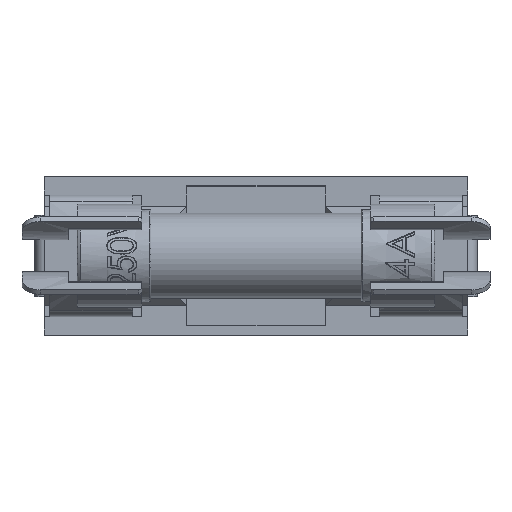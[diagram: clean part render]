
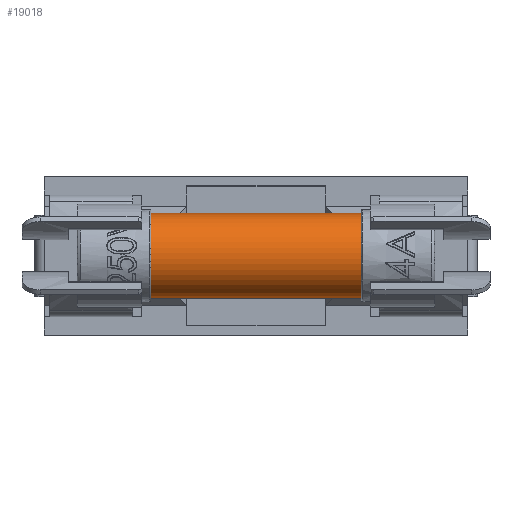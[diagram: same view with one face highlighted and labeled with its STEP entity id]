
A CAD part, top view. The second image highlights one B-rep face of the part: STEP entity #19018.
In plain terms, the highlighted free-form (B-spline) face has degree [2, 1] with [5, 2] control points.
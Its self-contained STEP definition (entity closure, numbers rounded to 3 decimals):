
#19018 = ADVANCED_FACE('',(#19019),#19055,.T.);
#19019 = FACE_BOUND('',#19020,.T.);
#19020 = EDGE_LOOP('',(#19021,#19033,#19040,#19050));
#19021 = ORIENTED_EDGE('',*,*,#19022,.T.);
#19022 = EDGE_CURVE('',#19023,#19025,#19027,.T.);
#19023 = VERTEX_POINT('',#19024);
#19024 = CARTESIAN_POINT('',(13.88,-3.361,
    16.072));
#19025 = VERTEX_POINT('',#19026);
#19026 = CARTESIAN_POINT('',(13.88,3.361,
    16.072));
#19027 = ( BOUNDED_CURVE() B_SPLINE_CURVE(2,(#19028,#19029,#19030,#19031
,#19032),.UNSPECIFIED.,.F.,.F.) B_SPLINE_CURVE_WITH_KNOTS((3,2,3),(
    3.142,4.712,6.283),
.PIECEWISE_BEZIER_KNOTS.) CURVE() GEOMETRIC_REPRESENTATION_ITEM() 
RATIONAL_B_SPLINE_CURVE((1.,0.707,1.,0.707,1.)) 
REPRESENTATION_ITEM('') );
#19028 = CARTESIAN_POINT('',(13.88,-3.361,
    16.072));
#19029 = CARTESIAN_POINT('',(13.88,-3.361,
    19.433));
#19030 = CARTESIAN_POINT('',(13.88,0.,
    19.433));
#19031 = CARTESIAN_POINT('',(13.88,3.361,
    19.433));
#19032 = CARTESIAN_POINT('',(13.88,3.361,
    16.072));
#19033 = ORIENTED_EDGE('',*,*,#19034,.T.);
#19034 = EDGE_CURVE('',#19025,#19035,#19037,.T.);
#19035 = VERTEX_POINT('',#19036);
#19036 = CARTESIAN_POINT('',(-13.88,3.361,
    16.072));
#19037 = B_SPLINE_CURVE_WITH_KNOTS('',1,(#19038,#19039),.UNSPECIFIED.,
  .F.,.F.,(2,2),(6.505,25.505),
  .PIECEWISE_BEZIER_KNOTS.);
#19038 = CARTESIAN_POINT('',(13.88,3.361,
    16.072));
#19039 = CARTESIAN_POINT('',(-13.88,3.361,
    16.072));
#19040 = ORIENTED_EDGE('',*,*,#19041,.F.);
#19041 = EDGE_CURVE('',#19042,#19035,#19044,.T.);
#19042 = VERTEX_POINT('',#19043);
#19043 = CARTESIAN_POINT('',(-13.88,-3.361,
    16.072));
#19044 = ( BOUNDED_CURVE() B_SPLINE_CURVE(2,(#19045,#19046,#19047,#19048
,#19049),.UNSPECIFIED.,.F.,.F.) B_SPLINE_CURVE_WITH_KNOTS((3,2,3),(0.,
1.571,3.142),.PIECEWISE_BEZIER_KNOTS.) CURVE() 
GEOMETRIC_REPRESENTATION_ITEM() RATIONAL_B_SPLINE_CURVE((1.,
0.707,1.,0.707,1.)) REPRESENTATION_ITEM('') );
#19045 = CARTESIAN_POINT('',(-13.88,-3.361,
    16.072));
#19046 = CARTESIAN_POINT('',(-13.88,-3.361,
    19.433));
#19047 = CARTESIAN_POINT('',(-13.88,0.,
    19.433));
#19048 = CARTESIAN_POINT('',(-13.88,3.361,
    19.433));
#19049 = CARTESIAN_POINT('',(-13.88,3.361,
    16.072));
#19050 = ORIENTED_EDGE('',*,*,#19051,.F.);
#19051 = EDGE_CURVE('',#19023,#19042,#19052,.T.);
#19052 = B_SPLINE_CURVE_WITH_KNOTS('',1,(#19053,#19054),.UNSPECIFIED.,
  .F.,.F.,(2,2),(6.505,25.505),
  .PIECEWISE_BEZIER_KNOTS.);
#19053 = CARTESIAN_POINT('',(13.88,-3.361,
    16.072));
#19054 = CARTESIAN_POINT('',(-13.88,-3.361,
    16.072));
#19055 = ( BOUNDED_SURFACE() B_SPLINE_SURFACE(2,1,(
    (#19056,#19057)
    ,(#19058,#19059)
    ,(#19060,#19061)
    ,(#19062,#19063)
    ,(#19064,#19065
)),.UNSPECIFIED.,.F.,.F.,.F.) B_SPLINE_SURFACE_WITH_KNOTS((3,2,3),(2,2),
  (0.,1.571,3.142),(6.505,25.505),
.PIECEWISE_BEZIER_KNOTS.) GEOMETRIC_REPRESENTATION_ITEM() 
RATIONAL_B_SPLINE_SURFACE((
    (1.,1.)
    ,(0.707,0.707)
    ,(1.,1.)
    ,(0.707,0.707)
,(1.,1.))) REPRESENTATION_ITEM('') SURFACE() );
#19056 = CARTESIAN_POINT('',(13.88,-3.361,
    16.072));
#19057 = CARTESIAN_POINT('',(-13.88,-3.361,
    16.072));
#19058 = CARTESIAN_POINT('',(13.88,-3.361,
    19.433));
#19059 = CARTESIAN_POINT('',(-13.88,-3.361,
    19.433));
#19060 = CARTESIAN_POINT('',(13.88,0.,
    19.433));
#19061 = CARTESIAN_POINT('',(-13.88,0.,
    19.433));
#19062 = CARTESIAN_POINT('',(13.88,3.361,
    19.433));
#19063 = CARTESIAN_POINT('',(-13.88,3.361,
    19.433));
#19064 = CARTESIAN_POINT('',(13.88,3.361,
    16.072));
#19065 = CARTESIAN_POINT('',(-13.88,3.361,
    16.072));
